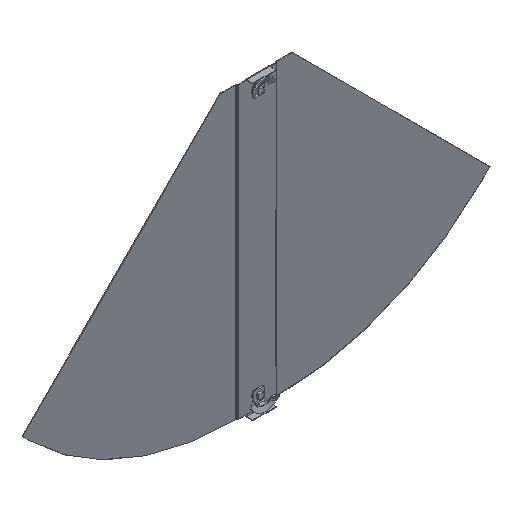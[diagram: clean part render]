
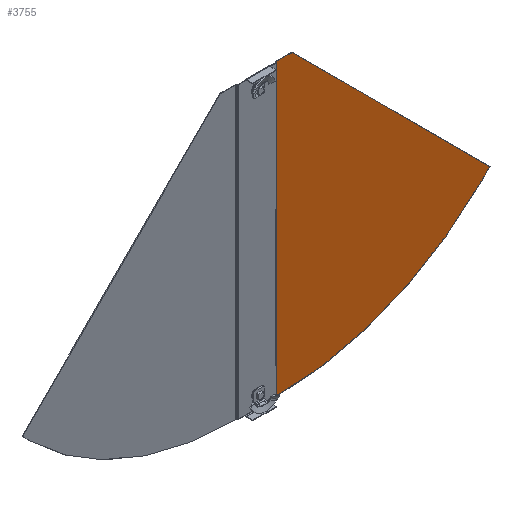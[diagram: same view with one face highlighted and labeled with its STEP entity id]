
A CAD part, isometric view. The second image highlights one B-rep face of the part: STEP entity #3755.
In plain terms, the highlighted planar face has unit normal (0, -1, 0).
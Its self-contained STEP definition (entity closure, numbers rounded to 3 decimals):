
#71 = CARTESIAN_POINT ( 'NONE',  ( 385.546, -1., -351.074 ) ) ;
#183 = DIRECTION ( 'NONE',  ( -0.707, 0., 0.707 ) ) ;
#305 = VERTEX_POINT ( 'NONE', #1554 ) ;
#310 = FACE_OUTER_BOUND ( 'NONE', #5066, .T. ) ;
#509 = EDGE_CURVE ( 'NONE', #305, #1543, #2322, .T. ) ;
#635 = AXIS2_PLACEMENT_3D ( 'NONE', #2490, #5549, #6457 ) ;
#649 = DIRECTION ( 'NONE',  ( 1., 0., 0. ) ) ;
#858 = CIRCLE ( 'NONE', #1377, 494. ) ;
#1329 = VERTEX_POINT ( 'NONE', #5519 ) ;
#1335 = DIRECTION ( 'NONE',  ( 0., 0., 1. ) ) ;
#1377 = AXIS2_PLACEMENT_3D ( 'NONE', #2117, #6227, #3807 ) ;
#1431 = EDGE_CURVE ( 'NONE', #6123, #305, #4711, .T. ) ;
#1543 = VERTEX_POINT ( 'NONE', #4365 ) ;
#1554 = CARTESIAN_POINT ( 'NONE',  ( 398.91, -1., -337.71 ) ) ;
#1835 = DIRECTION ( 'NONE',  ( -1., 0., 0. ) ) ;
#1985 = EDGE_CURVE ( 'NONE', #1329, #3651, #3698, .T. ) ;
#2117 = CARTESIAN_POINT ( 'NONE',  ( 37., -1., -1. ) ) ;
#2206 = VECTOR ( 'NONE', #649, 1000. ) ;
#2243 = VERTEX_POINT ( 'NONE', #3050 ) ;
#2322 = LINE ( 'NONE', #5250, #4546 ) ;
#2490 = CARTESIAN_POINT ( 'NONE',  ( 37., -1., -1. ) ) ;
#2990 = CARTESIAN_POINT ( 'NONE',  ( 34.835, -1., -1. ) ) ;
#3050 = CARTESIAN_POINT ( 'NONE',  ( 34.835, -1., 0. ) ) ;
#3143 = VECTOR ( 'NONE', #5182, 1000. ) ;
#3264 = ORIENTED_EDGE ( 'NONE', *, *, #509, .T. ) ;
#3265 = ORIENTED_EDGE ( 'NONE', *, *, #4444, .T. ) ;
#3651 = VERTEX_POINT ( 'NONE', #4142 ) ;
#3698 = LINE ( 'NONE', #6286, #2206 ) ;
#3755 = ADVANCED_FACE ( 'NONE', ( #310 ), #5984, .F. ) ;
#3807 = DIRECTION ( 'NONE',  ( 0., 0., 1. ) ) ;
#4142 = CARTESIAN_POINT ( 'NONE',  ( 37., -1., -495. ) ) ;
#4365 = CARTESIAN_POINT ( 'NONE',  ( 61.2, -1., 0. ) ) ;
#4444 = EDGE_CURVE ( 'NONE', #3651, #6123, #858, .T. ) ;
#4483 = CARTESIAN_POINT ( 'NONE',  ( 385.546, -1., -351.074 ) ) ;
#4546 = VECTOR ( 'NONE', #183, 1000. ) ;
#4651 = EDGE_CURVE ( 'NONE', #1329, #2243, #5513, .T. ) ;
#4711 = LINE ( 'NONE', #71, #3143 ) ;
#5020 = EDGE_CURVE ( 'NONE', #1543, #2243, #5408, .T. ) ;
#5049 = ORIENTED_EDGE ( 'NONE', *, *, #4651, .F. ) ;
#5066 = EDGE_LOOP ( 'NONE', ( #5445, #3265, #6364, #3264, #5660, #5049 ) ) ;
#5182 = DIRECTION ( 'NONE',  ( 0.707, 0., 0.707 ) ) ;
#5250 = CARTESIAN_POINT ( 'NONE',  ( 398.91, -1., -337.71 ) ) ;
#5408 = LINE ( 'NONE', #6451, #5691 ) ;
#5445 = ORIENTED_EDGE ( 'NONE', *, *, #1985, .T. ) ;
#5513 = LINE ( 'NONE', #2990, #5577 ) ;
#5519 = CARTESIAN_POINT ( 'NONE',  ( 34.835, -1., -495. ) ) ;
#5549 = DIRECTION ( 'NONE',  ( 0., 1., 0. ) ) ;
#5577 = VECTOR ( 'NONE', #1335, 1000. ) ;
#5660 = ORIENTED_EDGE ( 'NONE', *, *, #5020, .T. ) ;
#5691 = VECTOR ( 'NONE', #1835, 1000. ) ;
#5984 = PLANE ( 'NONE',  #635 ) ;
#6123 = VERTEX_POINT ( 'NONE', #4483 ) ;
#6227 = DIRECTION ( 'NONE',  ( 0., -1., 0. ) ) ;
#6286 = CARTESIAN_POINT ( 'NONE',  ( 0., -1., -495. ) ) ;
#6364 = ORIENTED_EDGE ( 'NONE', *, *, #1431, .T. ) ;
#6451 = CARTESIAN_POINT ( 'NONE',  ( 61.2, -1., 0. ) ) ;
#6457 = DIRECTION ( 'NONE',  ( 0., 0., 1. ) ) ;
